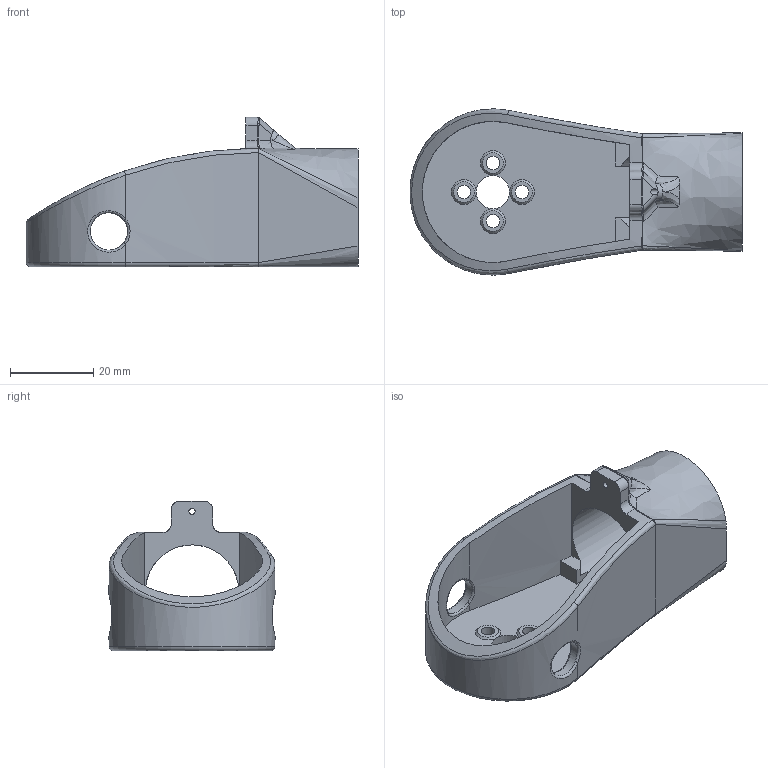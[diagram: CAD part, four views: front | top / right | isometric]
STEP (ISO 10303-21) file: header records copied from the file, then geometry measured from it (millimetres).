
FILE_DESCRIPTION(/* description */ (''),/* implementation_level */ '2;1');
FILE_NAME(/* name */ 'BRAÇO ROBÓTICO - Braço C1_ipt_c91b14e4.STEP',/* time_stamp */ '2023-09-21T12:22:24-03:00',/* author */ ('Araújo, I.'),/* organization */ (''),/* preprocessor_version */ 'ST-DEVELOPER v18.1',/* originating_system */ 'Autodesk Inventor 2021',/* authorisation */ '');
FILE_SCHEMA (('AUTOMOTIVE_DESIGN { 1 0 10303 214 3 1 1 }'));
Length unit declared in the file: millimetre
Products named in the file (1): BRAÇO ROBÓTICO - Braço C
Bounding box: 79.98 x 39.99 x 36 mm (x, y, z)
Volume: 21732.6 mm3; surface area: 13813.6 mm2
Topology: 1 solids, 1 shells, 104 faces, 288 edges, 176 vertices
Faces by surface type: bspline 40, plane 31, cylinder 24, torus 5, cone 4
Full cylindrical faces by diameter (mm): 1.5 x1, 3.2 x4, 8 x1, 9 x2, 22.5 x1
Entity records: 4746 total; most frequent: CARTESIAN_POINT 2252, ORIENTED_EDGE 572, DIRECTION 422, EDGE_CURVE 286, VERTEX_POINT 178, AXIS2_PLACEMENT_3D 166, EDGE_LOOP 116, FACE_OUTER_BOUND 104
